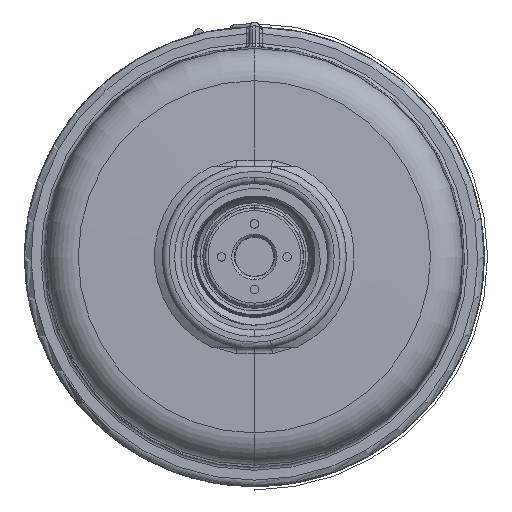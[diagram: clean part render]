
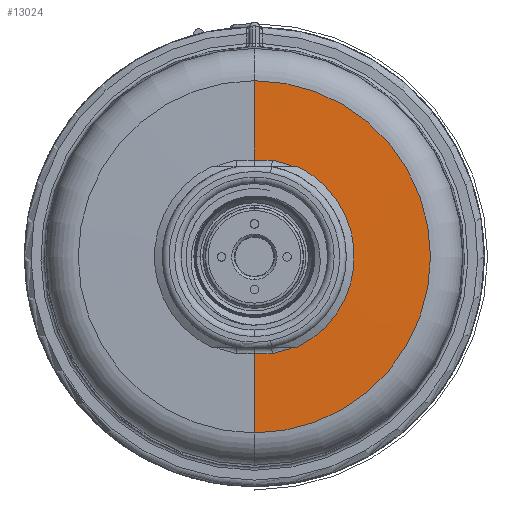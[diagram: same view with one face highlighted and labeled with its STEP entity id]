
A CAD part, front view. The second image highlights one B-rep face of the part: STEP entity #13024.
In plain terms, the highlighted conical face has half-angle 89 degrees and reference radius 20.773 mm.
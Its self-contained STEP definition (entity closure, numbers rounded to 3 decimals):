
#1528=CARTESIAN_POINT('',(2.724,32.291,-14.733));
#1529=CARTESIAN_POINT('',(2.327,32.292,-14.733));
#1530=CARTESIAN_POINT('',(1.481,32.294,-14.733));
#1531=CARTESIAN_POINT('',(0.515,32.295,
-14.733));
#1532=CARTESIAN_POINT('',(0.,32.295,
-14.733));
#1534=DIRECTION('',(0.,-0.017,-1.));
#1535=VECTOR('',#1534,12.083);
#1536=CARTESIAN_POINT('',(0.,32.295,
-14.733));
#1537=LINE('',#1536,#1535);
#1538=CARTESIAN_POINT('',(0.,32.084,0.));
#1539=DIRECTION('',(0.,-1.,0.));
#1540=DIRECTION('',(0.,0.,-1.));
#1541=AXIS2_PLACEMENT_3D('',#1538,#1539,#1540);
#1543=DIRECTION('',(0.,-0.017,1.));
#1544=VECTOR('',#1543,12.083);
#1545=CARTESIAN_POINT('',(0.,32.295,
14.733));
#1546=LINE('',#1545,#1544);
#1547=CARTESIAN_POINT('',(0.,32.295,
14.733));
#1548=CARTESIAN_POINT('',(0.295,32.295,14.733));
#1549=CARTESIAN_POINT('',(0.888,32.295,14.733));
#1550=CARTESIAN_POINT('',(1.788,32.293,14.733));
#1551=CARTESIAN_POINT('',(2.408,32.292,14.733));
#1552=CARTESIAN_POINT('',(2.724,32.291,14.733));
#1568=CARTESIAN_POINT('',(0.,32.291,0.));
#1569=DIRECTION('',(0.,-1.,0.));
#1570=DIRECTION('',(0.182,0.,-0.983));
#1571=AXIS2_PLACEMENT_3D('',#1568,#1569,#1570);
#9345=CARTESIAN_POINT('',(0.,32.084,26.814));
#9346=CARTESIAN_POINT('',(0.,32.084,-26.814));
#9347=VERTEX_POINT('',#9345);
#9348=VERTEX_POINT('',#9346);
#10008=VERTEX_POINT('',#1547);
#10009=VERTEX_POINT('',#1552);
#10013=VERTEX_POINT('',#1528);
#10014=VERTEX_POINT('',#1532);
#13006=CARTESIAN_POINT('',(0.,32.19,0.));
#13007=DIRECTION('',(0.,-1.,0.));
#13008=DIRECTION('',(0.,0.,1.));
#13009=AXIS2_PLACEMENT_3D('',#13006,#13007,#13008);
#13010=CONICAL_SURFACE('',#13009,20.773,89.);
#13012=ORIENTED_EDGE('',*,*,#13011,.F.);
#13014=ORIENTED_EDGE('',*,*,#13013,.T.);
#13016=ORIENTED_EDGE('',*,*,#13015,.T.);
#13017=ORIENTED_EDGE('',*,*,#13000,.T.);
#13019=ORIENTED_EDGE('',*,*,#13018,.F.);
#13021=ORIENTED_EDGE('',*,*,#13020,.T.);
#13022=EDGE_LOOP('',(#13012,#13014,#13016,#13017,#13019,#13021));
#13023=FACE_OUTER_BOUND('',#13022,.F.);
#13024=ADVANCED_FACE('',(#13023),#13010,.T.);
#1533=B_SPLINE_CURVE_WITH_KNOTS('',3,(#1528,#1529,#1530,#1531,#1532),
.UNSPECIFIED.,.F.,.F.,(4,1,4),(0.,0.5,1.),.UNSPECIFIED.);
#1542=CIRCLE('',#1541,26.814);
#1553=B_SPLINE_CURVE_WITH_KNOTS('',3,(#1547,#1548,#1549,#1550,#1551,#1552),
.UNSPECIFIED.,.F.,.F.,(4,1,1,4),(0.,0.333,0.667,1.),
.UNSPECIFIED.);
#1572=CIRCLE('',#1571,14.983);
#13000=EDGE_CURVE('',#9348,#9347,#1542,.T.);
#13011=EDGE_CURVE('',#10013,#10009,#1572,.T.);
#13013=EDGE_CURVE('',#10013,#10014,#1533,.T.);
#13015=EDGE_CURVE('',#10014,#9348,#1537,.T.);
#13018=EDGE_CURVE('',#10008,#9347,#1546,.T.);
#13020=EDGE_CURVE('',#10008,#10009,#1553,.T.);
